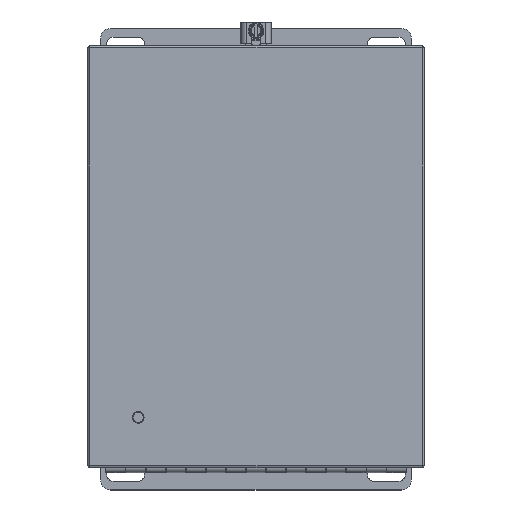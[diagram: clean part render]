
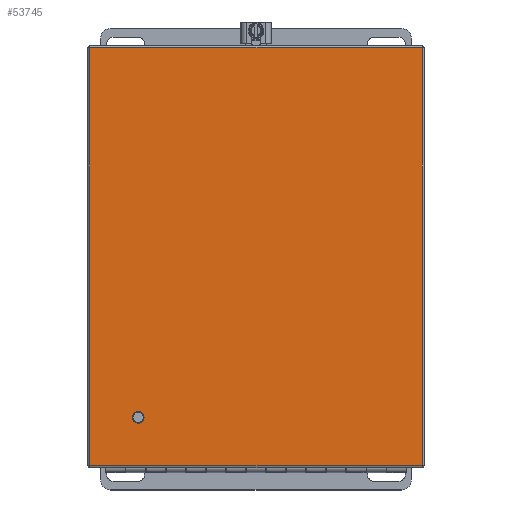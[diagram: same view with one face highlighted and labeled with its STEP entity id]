
A CAD part, top view. The second image highlights one B-rep face of the part: STEP entity #53745.
In plain terms, the highlighted planar face has unit normal (0, 0, 1).
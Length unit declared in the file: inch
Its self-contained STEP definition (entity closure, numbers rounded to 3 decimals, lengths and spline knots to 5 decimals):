
#2255 = EDGE_LOOP ( 'NONE', ( #45563 ) ) ;
#4768 = VERTEX_POINT ( 'NONE', #22538 ) ;
#5571 = DIRECTION ( 'NONE',  ( -1., 0., 0. ) ) ;
#6538 = VECTOR ( 'NONE', #55092, 39.37008 ) ;
#7167 = AXIS2_PLACEMENT_3D ( 'NONE', #47197, #8928, #5571 ) ;
#8928 = DIRECTION ( 'NONE',  ( 0., 0., -1. ) ) ;
#10839 = CARTESIAN_POINT ( 'NONE',  ( -0.13751, -0.085, 4.185 ) ) ;
#11170 = VERTEX_POINT ( 'NONE', #32013 ) ;
#11208 = CARTESIAN_POINT ( 'NONE',  ( -0.13751, 10.325, 4.185 ) ) ;
#12710 = LINE ( 'NONE', #20577, #16443 ) ;
#12768 = ORIENTED_EDGE ( 'NONE', *, *, #49264, .T. ) ;
#13764 = CARTESIAN_POINT ( 'NONE',  ( 8.13749, 10.27127, 4.185 ) ) ;
#15797 = CARTESIAN_POINT ( 'NONE',  ( 8.1875, 10.325, 4.185 ) ) ;
#16443 = VECTOR ( 'NONE', #54858, 39.37008 ) ;
#17057 = PLANE ( 'NONE',  #7167 ) ;
#18946 = VERTEX_POINT ( 'NONE', #10839 ) ;
#20271 = EDGE_CURVE ( 'NONE', #11170, #11170, #34273, .T. ) ;
#20577 = CARTESIAN_POINT ( 'NONE',  ( 8.1875, -0.085, 4.185 ) ) ;
#22505 = DIRECTION ( 'NONE',  ( 0., 1., 0. ) ) ;
#22538 = CARTESIAN_POINT ( 'NONE',  ( 8.13749, 10.325, 4.185 ) ) ;
#25501 = FACE_OUTER_BOUND ( 'NONE', #53751, .T. ) ;
#27423 = VECTOR ( 'NONE', #22505, 39.37008 ) ;
#28248 = ORIENTED_EDGE ( 'NONE', *, *, #48266, .T. ) ;
#30223 = CARTESIAN_POINT ( 'NONE',  ( 1.06249, 1.115, 4.185 ) ) ;
#30737 = VERTEX_POINT ( 'NONE', #53517 ) ;
#31021 = EDGE_CURVE ( 'NONE', #45917, #18946, #33497, .T. ) ;
#31748 = EDGE_CURVE ( 'NONE', #18946, #30737, #12710, .T. ) ;
#32013 = CARTESIAN_POINT ( 'NONE',  ( 0.91594, 1.115, 4.185 ) ) ;
#32995 = DIRECTION ( 'NONE',  ( -1., 0., 0. ) ) ;
#33497 = LINE ( 'NONE', #38300, #6538 ) ;
#33606 = VECTOR ( 'NONE', #32995, 39.37008 ) ;
#34205 = ORIENTED_EDGE ( 'NONE', *, *, #31021, .T. ) ;
#34273 = CIRCLE ( 'NONE', #49522, 0.14655 ) ;
#38300 = CARTESIAN_POINT ( 'NONE',  ( -0.13751, 10.27127, 4.185 ) ) ;
#39161 = LINE ( 'NONE', #13764, #27423 ) ;
#45563 = ORIENTED_EDGE ( 'NONE', *, *, #20271, .T. ) ;
#45917 = VERTEX_POINT ( 'NONE', #11208 ) ;
#46508 = DIRECTION ( 'NONE',  ( -1., 0., 0. ) ) ;
#46910 = FACE_BOUND ( 'NONE', #2255, .T. ) ;
#47197 = CARTESIAN_POINT ( 'NONE',  ( 8.1875, 10.27127, 4.185 ) ) ;
#48266 = EDGE_CURVE ( 'NONE', #4768, #45917, #54874, .T. ) ;
#49264 = EDGE_CURVE ( 'NONE', #30737, #4768, #39161, .T. ) ;
#49522 = AXIS2_PLACEMENT_3D ( 'NONE', #30223, #51545, #46508 ) ;
#51545 = DIRECTION ( 'NONE',  ( 0., 0., -1. ) ) ;
#52130 = ORIENTED_EDGE ( 'NONE', *, *, #31748, .T. ) ;
#53517 = CARTESIAN_POINT ( 'NONE',  ( 8.13749, -0.085, 4.185 ) ) ;
#53745 = ADVANCED_FACE ( 'NONE', ( #25501, #46910 ), #17057, .F. ) ;
#53751 = EDGE_LOOP ( 'NONE', ( #34205, #52130, #12768, #28248 ) ) ;
#54858 = DIRECTION ( 'NONE',  ( 1., 0., 0. ) ) ;
#54874 = LINE ( 'NONE', #15797, #33606 ) ;
#55092 = DIRECTION ( 'NONE',  ( 0., -1., 0. ) ) ;
